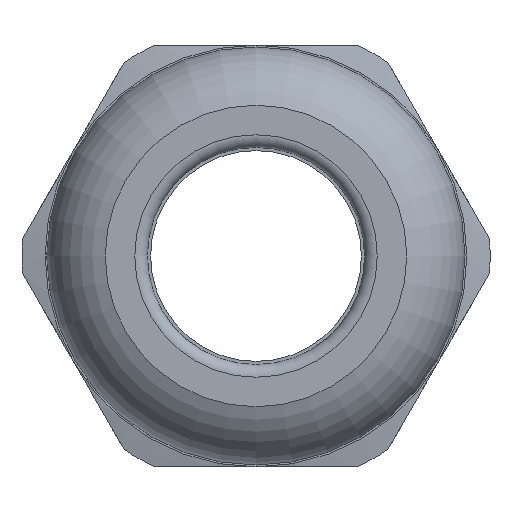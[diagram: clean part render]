
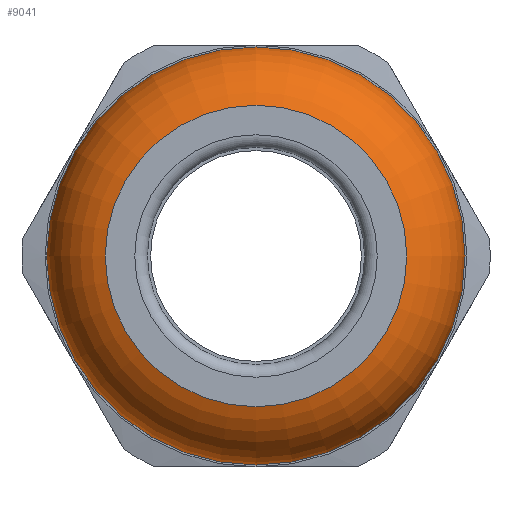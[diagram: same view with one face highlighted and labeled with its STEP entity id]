
A CAD part, left-side view. The second image highlights one B-rep face of the part: STEP entity #9041.
In plain terms, the highlighted toroidal (fillet/blend) face has major radius 5.93 mm and minor radius 4 mm.
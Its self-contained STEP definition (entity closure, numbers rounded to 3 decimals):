
#82=TOROIDAL_SURFACE('',#10036,5.93,4.);
#2114=FACE_BOUND('',#3184,.T.);
#2621=FACE_OUTER_BOUND('',#3183,.T.);
#3183=EDGE_LOOP('',(#8349));
#3184=EDGE_LOOP('',(#8350));
#3656=CIRCLE('',#9991,7.148);
#3679=CIRCLE('',#10037,9.9);
#4522=VERTEX_POINT('',#16078);
#4559=VERTEX_POINT('',#16245);
#5798=EDGE_CURVE('',#4522,#4522,#3656,.T.);
#5857=EDGE_CURVE('',#4559,#4559,#3679,.T.);
#8349=ORIENTED_EDGE('',*,*,#5857,.F.);
#8350=ORIENTED_EDGE('',*,*,#5798,.T.);
#9041=ADVANCED_FACE('',(#2621,#2114),#82,.T.);
#9991=AXIS2_PLACEMENT_3D('',#16079,#12590,#12591);
#10036=AXIS2_PLACEMENT_3D('',#16244,#12692,#12693);
#10037=AXIS2_PLACEMENT_3D('',#16246,#12694,#12695);
#12590=DIRECTION('center_axis',(1.,0.,0.));
#12591=DIRECTION('ref_axis',(0.,0.,-1.));
#12692=DIRECTION('center_axis',(1.,0.,0.));
#12693=DIRECTION('ref_axis',(0.,0.,-1.));
#12694=DIRECTION('center_axis',(1.,0.,0.));
#12695=DIRECTION('ref_axis',(0.,0.,-1.));
#16078=CARTESIAN_POINT('',(0.,7.148,0.));
#16079=CARTESIAN_POINT('Origin',(0.,0.,0.));
#16244=CARTESIAN_POINT('Origin',(3.81,0.,0.));
#16245=CARTESIAN_POINT('',(4.299,9.9,0.));
#16246=CARTESIAN_POINT('Origin',(4.299,0.,0.));
